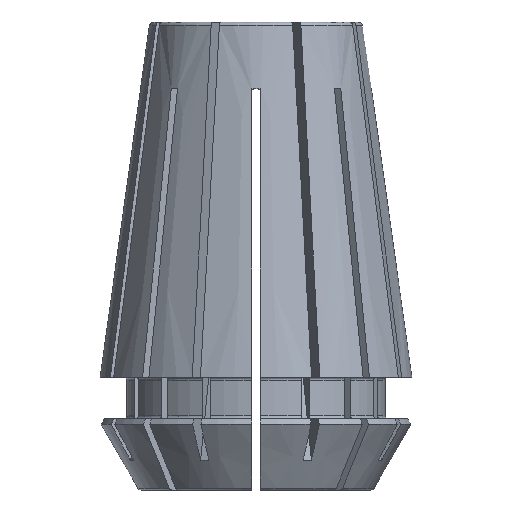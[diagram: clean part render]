
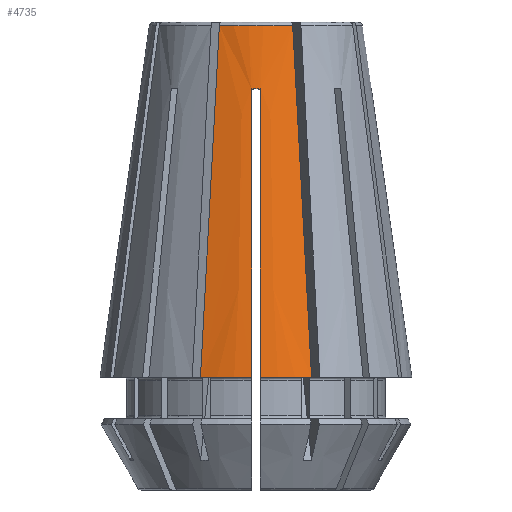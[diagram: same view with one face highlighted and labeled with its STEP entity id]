
A CAD part, front view. The second image highlights one B-rep face of the part: STEP entity #4735.
In plain terms, the highlighted conical face has half-angle 8 degrees and reference radius 10.5 mm.
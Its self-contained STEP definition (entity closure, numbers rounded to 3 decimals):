
#749=CONICAL_SURFACE('',#5209,10.5,0.14);
#808=B_SPLINE_CURVE_WITH_KNOTS('',3,(#6929,#6930,#6931,#6932,#6933,#6934,
#6935),.UNSPECIFIED.,.F.,.U.,(4,3,4),(0.,0.013,
0.024),.UNSPECIFIED.);
#818=B_SPLINE_CURVE_WITH_KNOTS('',3,(#7024,#7025,#7026,#7027,#7028,#7029,
#7030),.UNSPECIFIED.,.F.,.U.,(4,3,4),(0.,0.013,
0.024),.UNSPECIFIED.);
#828=B_SPLINE_CURVE_WITH_KNOTS('',3,(#7116,#7117,#7118,#7119,#7120,#7121,
#7122,#7123,#7124,#7125),.UNSPECIFIED.,.F.,.U.,(4,3,3,4),(0.012,
0.014,0.028,0.031),.UNSPECIFIED.);
#932=B_SPLINE_CURVE_WITH_KNOTS('',3,(#8328,#8329,#8330,#8331,#8332,#8333,
#8334,#8335,#8336,#8337),.UNSPECIFIED.,.F.,.U.,(4,3,3,4),(0.012,
0.014,0.028,0.031),.UNSPECIFIED.);
#1066=VERTEX_POINT('',#6928);
#1067=VERTEX_POINT('',#6936);
#1095=VERTEX_POINT('',#7023);
#1096=VERTEX_POINT('',#7031);
#1105=VERTEX_POINT('',#7067);
#1119=VERTEX_POINT('',#7115);
#1120=VERTEX_POINT('',#7128);
#1357=VERTEX_POINT('',#8010);
#1527=CIRCLE('',#4920,7.774);
#1654=CIRCLE('',#5131,10.5);
#1656=CIRCLE('',#5135,10.5);
#1688=CIRCLE('',#5208,7.177);
#1875=EDGE_CURVE('',#1067,#1066,#808,.T.);
#1905=EDGE_CURVE('',#1095,#1096,#818,.T.);
#1931=EDGE_CURVE('',#1119,#1105,#828,.T.);
#1932=EDGE_CURVE('',#1120,#1119,#1527,.T.);
#2237=EDGE_CURVE('',#1066,#1105,#1654,.T.);
#2240=EDGE_CURVE('',#1357,#1096,#1656,.T.);
#2356=EDGE_CURVE('',#1067,#1095,#1688,.T.);
#2357=EDGE_CURVE('',#1120,#1357,#932,.T.);
#3378=ORIENTED_EDGE('',*,*,#2356,.F.);
#3379=ORIENTED_EDGE('',*,*,#1875,.T.);
#3380=ORIENTED_EDGE('',*,*,#2237,.T.);
#3381=ORIENTED_EDGE('',*,*,#1931,.F.);
#3382=ORIENTED_EDGE('',*,*,#1932,.F.);
#3383=ORIENTED_EDGE('',*,*,#2357,.T.);
#3384=ORIENTED_EDGE('',*,*,#2240,.T.);
#3385=ORIENTED_EDGE('',*,*,#1905,.F.);
#4217=EDGE_LOOP('',(#3378,#3379,#3380,#3381,#3382,#3383,#3384,#3385));
#4476=FACE_BOUND('',#4217,.T.);
#4735=ADVANCED_FACE('',(#4476),#749,.T.);
#4920=AXIS2_PLACEMENT_3D('',#7127,#5591,#5592);
#5131=AXIS2_PLACEMENT_3D('',#8000,#6064,#6065);
#5135=AXIS2_PLACEMENT_3D('',#8009,#6070,#6071);
#5208=AXIS2_PLACEMENT_3D('',#8326,#6234,#6235);
#5209=AXIS2_PLACEMENT_3D('',#8327,#6236,#6237);
#5591=DIRECTION('',(0.,0.,-1.));
#5592=DIRECTION('',(-7.774,0.,0.));
#6064=DIRECTION('',(0.,0.,1.));
#6065=DIRECTION('',(10.5,0.,0.));
#6070=DIRECTION('',(0.,0.,1.));
#6071=DIRECTION('',(10.5,0.,0.));
#6234=DIRECTION('',(0.,0.,1.));
#6235=DIRECTION('',(7.177,0.,0.));
#6236=DIRECTION('',(0.,0.,-1.));
#6237=DIRECTION('',(-10.5,0.,0.));
#6928=CARTESIAN_POINT('',(-3.739,-9.812,7.6));
#6929=CARTESIAN_POINT('',(-2.467,-6.74,31.242));
#6930=CARTESIAN_POINT('',(-2.691,-7.281,27.082));
#6931=CARTESIAN_POINT('',(-2.915,-7.821,22.923));
#6932=CARTESIAN_POINT('',(-3.139,-8.361,18.764));
#6933=CARTESIAN_POINT('',(-3.339,-8.845,15.043));
#6934=CARTESIAN_POINT('',(-3.539,-9.328,11.321));
#6935=CARTESIAN_POINT('',(-3.739,-9.812,7.6));
#6936=CARTESIAN_POINT('',(-2.467,-6.74,31.242));
#7023=CARTESIAN_POINT('',(2.467,-6.74,31.242));
#7024=CARTESIAN_POINT('',(2.467,-6.74,31.242));
#7025=CARTESIAN_POINT('',(2.691,-7.281,27.082));
#7026=CARTESIAN_POINT('',(2.915,-7.821,22.923));
#7027=CARTESIAN_POINT('',(3.139,-8.361,18.764));
#7028=CARTESIAN_POINT('',(3.339,-8.845,15.043));
#7029=CARTESIAN_POINT('',(3.539,-9.328,11.321));
#7030=CARTESIAN_POINT('',(3.739,-9.812,7.6));
#7031=CARTESIAN_POINT('',(3.739,-9.812,7.6));
#7067=CARTESIAN_POINT('',(-0.3,-10.496,7.6));
#7115=CARTESIAN_POINT('',(-0.3,-7.768,27.));
#7116=CARTESIAN_POINT('',(-0.3,-7.768,27.));
#7117=CARTESIAN_POINT('',(-0.3,-7.88,26.202));
#7118=CARTESIAN_POINT('',(-0.3,-7.992,25.405));
#7119=CARTESIAN_POINT('',(-0.3,-8.104,24.607));
#7120=CARTESIAN_POINT('',(-0.3,-8.765,19.907));
#7121=CARTESIAN_POINT('',(-0.3,-9.426,15.208));
#7122=CARTESIAN_POINT('',(-0.3,-10.087,10.508));
#7123=CARTESIAN_POINT('',(-0.3,-10.223,9.539));
#7124=CARTESIAN_POINT('',(-0.3,-10.359,8.569));
#7125=CARTESIAN_POINT('',(-0.3,-10.496,7.6));
#7127=CARTESIAN_POINT('',(0.,0.,27.));
#7128=CARTESIAN_POINT('',(0.3,-7.768,27.));
#8000=CARTESIAN_POINT('',(0.,0.,7.6));
#8009=CARTESIAN_POINT('',(0.,0.,7.6));
#8010=CARTESIAN_POINT('',(0.3,-10.496,7.6));
#8326=CARTESIAN_POINT('',(0.,0.,31.242));
#8327=CARTESIAN_POINT('',(0.,0.,7.6));
#8328=CARTESIAN_POINT('',(0.3,-7.768,27.));
#8329=CARTESIAN_POINT('',(0.3,-7.88,26.202));
#8330=CARTESIAN_POINT('',(0.3,-7.992,25.405));
#8331=CARTESIAN_POINT('',(0.3,-8.104,24.607));
#8332=CARTESIAN_POINT('',(0.3,-8.765,19.907));
#8333=CARTESIAN_POINT('',(0.3,-9.426,15.208));
#8334=CARTESIAN_POINT('',(0.3,-10.087,10.508));
#8335=CARTESIAN_POINT('',(0.3,-10.223,9.539));
#8336=CARTESIAN_POINT('',(0.3,-10.359,8.569));
#8337=CARTESIAN_POINT('',(0.3,-10.496,7.6));
